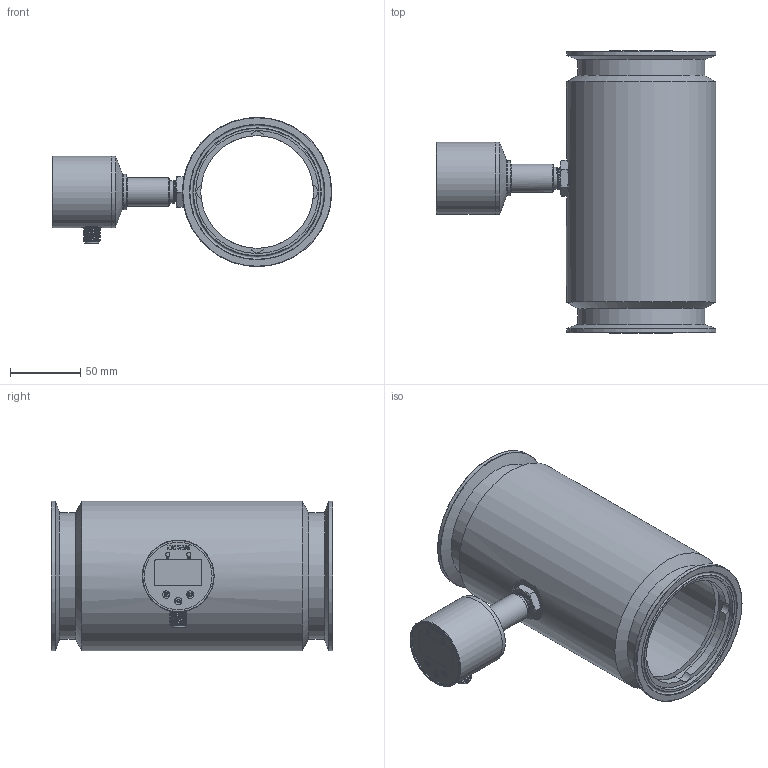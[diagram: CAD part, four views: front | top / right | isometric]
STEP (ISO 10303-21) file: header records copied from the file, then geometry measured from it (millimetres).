
FILE_DESCRIPTION(/* description */ (''),/* implementation_level */ '2;1');
FILE_NAME(/* name */ 'FM120-DN80-H FM120卡式涡轮本体DN80口径.stp',/* time_stamp */ '2022-05-24T14:11:11+08:00',/* author */ (''),/* organization */ (''),/* preprocessor_version */ 'ST-DEVELOPER v16',/* originating_system */ 'SIEMENS PLM Software NX 10.0',/* authorisation */ '');
FILE_SCHEMA (('CONFIG_CONTROL_DESIGN'));
Length unit declared in the file: millimetre
Products named in the file (1): _stp
Bounding box: 198.5 x 200 x 106 mm (x, y, z)
Volume: 761019.2 mm3; surface area: 163634.2 mm2
Topology: 7 solids, 8 shells, 659 faces, 1740 edges, 1138 vertices
Faces by surface type: plane 489, cylinder 86, bspline 33, cone 28, torus 13, sphere 10
Full cylindrical faces by diameter (mm): 1 x10, 3 x2, 5.2 x3, 8.4 x1, 9.7 x1, 9.8 x1, 10.1 x1, 11 x1, 11.6 x1, 12 x1, 15 x1, 15.9 x1, 16 x1, 16.5 x1, 19 x2, 20 x1, 25 x1, 47 x1, 47.5 x1, 48 x2, 51 x2, 80 x1, 86 x2, 87.347 x2, 90 x2, 105.9 x2, 106 x1
Entity records: 24846 total; most frequent: CARTESIAN_POINT 9353, ORIENTED_EDGE 3188, DIRECTION 2930, EDGE_CURVE 1594, LINE 1260, VECTOR 1260, VERTEX_POINT 1088, AXIS2_PLACEMENT_3D 835
